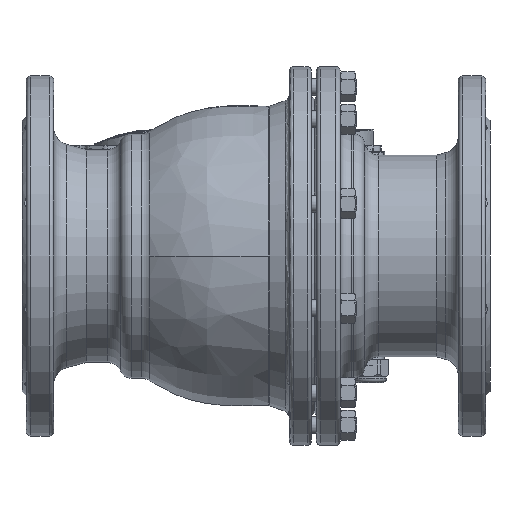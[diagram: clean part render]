
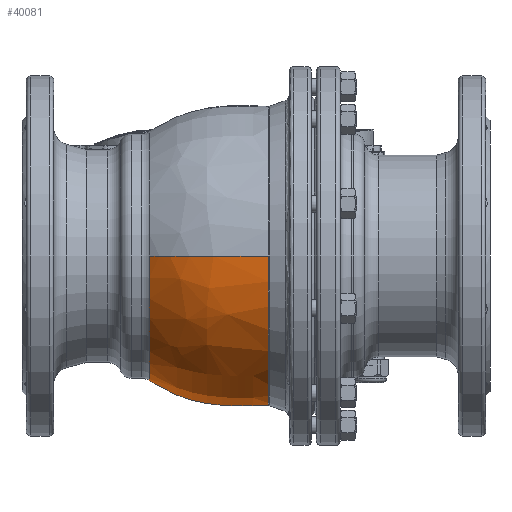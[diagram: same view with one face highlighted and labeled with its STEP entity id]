
A CAD part, front view. The second image highlights one B-rep face of the part: STEP entity #40081.
In plain terms, the highlighted free-form (B-spline) face has degree [3, 3] with [12, 4] control points.
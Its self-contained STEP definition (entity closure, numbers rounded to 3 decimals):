
#147=(
BOUNDED_CURVE()
B_SPLINE_CURVE(3,(#64158,#64159,#64160,#64161),.UNSPECIFIED.,.F.,.F.)
B_SPLINE_CURVE_WITH_KNOTS((4,4),(0.725,1.),
 .PIECEWISE_BEZIER_KNOTS.)
CURVE()
GEOMETRIC_REPRESENTATION_ITEM()
RATIONAL_B_SPLINE_CURVE((1.,1.,1.,1.))
REPRESENTATION_ITEM('')
);
#230=(
BOUNDED_SURFACE()
B_SPLINE_SURFACE(3,3,((#64101,#64102,#64103,#64104),(#64105,#64106,#64107,
#64108),(#64109,#64110,#64111,#64112),(#64113,#64114,#64115,#64116),(#64117,
#64118,#64119,#64120),(#64121,#64122,#64123,#64124),(#64125,#64126,#64127,
#64128),(#64129,#64130,#64131,#64132),(#64133,#64134,#64135,#64136),(#64137,
#64138,#64139,#64140),(#64141,#64142,#64143,#64144),(#64145,#64146,#64147,
#64148)),.SURF_OF_REVOLUTION.,.F.,.F.,.F.)
B_SPLINE_SURFACE_WITH_KNOTS((4,1,1,1,1,1,1,1,1,4),(4,4),(0.004,
0.128,0.191,0.253,0.315,
0.377,0.502,0.626,0.751,
1.),(0.,1.),.UNSPECIFIED.)
GEOMETRIC_REPRESENTATION_ITEM()
RATIONAL_B_SPLINE_SURFACE(((1.,0.333,0.333,1.),
(1.,0.333,0.333,1.),(1.,0.333,0.333,
1.),(1.,0.333,0.333,1.),(1.,0.333,0.333,
1.),(1.,0.333,0.333,1.),(1.,0.333,0.333,
1.),(1.,0.333,0.333,1.),(1.,0.333,0.333,
1.),(1.,0.333,0.333,1.),(1.,0.333,0.333,
1.),(1.,0.333,0.333,1.)))
REPRESENTATION_ITEM('')
SURFACE()
);
#737=B_SPLINE_CURVE_WITH_KNOTS('',3,(#64149,#64150,#64151,#64152,#64153,
#64154),.UNSPECIFIED.,.F.,.F.,(4,1,1,4),(0.004,0.232,
0.296,1.),.UNSPECIFIED.);
#738=B_SPLINE_CURVE_WITH_KNOTS('',3,(#64163,#64164,#64165,#64166,#64167,
#64168,#64169,#64170,#64171,#64172,#64173,#64174,#64175,#64176,#64177,#64178,
#64179,#64180,#64181,#64182,#64183,#64184,#64185,#64186,#64187,#64188,#64189,
#64190),.UNSPECIFIED.,.F.,.F.,(4,1,1,1,1,1,1,1,1,1,1,1,1,1,1,1,1,1,1,1,
1,1,1,1,1,4),(0.,0.063,0.125,0.188,0.25,0.313,0.375,0.438,0.469,0.5,
0.563,0.625,0.656,0.688,0.703,0.719,0.734,0.75,0.766,0.781,
0.813,0.844,0.875,0.906,0.938,1.),.UNSPECIFIED.);
#9710=ORIENTED_EDGE('',*,*,#21731,.T.);
#9711=ORIENTED_EDGE('',*,*,#21732,.T.);
#9712=ORIENTED_EDGE('',*,*,#21733,.F.);
#9713=ORIENTED_EDGE('',*,*,#21734,.F.);
#9714=ORIENTED_EDGE('',*,*,#21735,.T.);
#21731=EDGE_CURVE('',#27740,#27743,#31719,.T.);
#21732=EDGE_CURVE('',#27743,#27744,#737,.T.);
#21733=EDGE_CURVE('',#27745,#27744,#31720,.T.);
#21734=EDGE_CURVE('',#27746,#27745,#147,.T.);
#21735=EDGE_CURVE('',#27746,#27740,#738,.T.);
#27740=VERTEX_POINT('',#64093);
#27743=VERTEX_POINT('',#64099);
#27744=VERTEX_POINT('',#64155);
#27745=VERTEX_POINT('',#64157);
#27746=VERTEX_POINT('',#64162);
#31719=CIRCLE('',#43204,104.002);
#31720=CIRCLE('',#43205,86.667);
#33849=EDGE_LOOP('',(#9710,#9711,#9712,#9713,#9714));
#36896=FACE_BOUND('',#33849,.T.);
#40081=ADVANCED_FACE('',(#36896),#230,.F.);
#43204=AXIS2_PLACEMENT_3D('',#64100,#47718,#47719);
#43205=AXIS2_PLACEMENT_3D('',#64156,#47720,#47721);
#47718=DIRECTION('',(-1.,0.,0.));
#47719=DIRECTION('',(0.,-1.,0.));
#47720=DIRECTION('',(-1.,0.,0.));
#47721=DIRECTION('',(0.,-1.,0.));
#64093=CARTESIAN_POINT('',(18.168,96.304,-39.268));
#64099=CARTESIAN_POINT('',(18.168,-104.002,0.));
#64100=CARTESIAN_POINT('',(18.168,0.,0.));
#64101=CARTESIAN_POINT('',(18.168,104.002,0.));
#64102=CARTESIAN_POINT('',(18.168,104.002,-208.004));
#64103=CARTESIAN_POINT('',(18.168,-104.002,-208.004));
#64104=CARTESIAN_POINT('',(18.168,-104.002,0.));
#64105=CARTESIAN_POINT('',(14.591,104.024,0.));
#64106=CARTESIAN_POINT('',(14.591,104.024,-208.048));
#64107=CARTESIAN_POINT('',(14.591,-104.024,-208.048));
#64108=CARTESIAN_POINT('',(14.591,-104.024,0.));
#64109=CARTESIAN_POINT('',(9.225,104.008,0.));
#64110=CARTESIAN_POINT('',(9.225,104.008,-208.016));
#64111=CARTESIAN_POINT('',(9.225,-104.008,-208.016));
#64112=CARTESIAN_POINT('',(9.225,-104.008,0.));
#64113=CARTESIAN_POINT('',(2.069,103.984,0.));
#64114=CARTESIAN_POINT('',(2.069,103.984,-207.967));
#64115=CARTESIAN_POINT('',(2.069,-103.984,-207.967));
#64116=CARTESIAN_POINT('',(2.069,-103.984,0.));
#64117=CARTESIAN_POINT('',(-3.297,104.016,0.));
#64118=CARTESIAN_POINT('',(-3.297,104.016,-208.031));
#64119=CARTESIAN_POINT('',(-3.297,-104.016,-208.031));
#64120=CARTESIAN_POINT('',(-3.297,-104.016,0.));
#64121=CARTESIAN_POINT('',(-8.664,104.011,0.));
#64122=CARTESIAN_POINT('',(-8.664,104.011,-208.021));
#64123=CARTESIAN_POINT('',(-8.664,-104.011,-208.021));
#64124=CARTESIAN_POINT('',(-8.664,-104.011,0.));
#64125=CARTESIAN_POINT('',(-15.828,103.639,0.));
#64126=CARTESIAN_POINT('',(-15.828,103.639,-207.279));
#64127=CARTESIAN_POINT('',(-15.828,-103.639,-207.279));
#64128=CARTESIAN_POINT('',(-15.828,-103.639,0.));
#64129=CARTESIAN_POINT('',(-24.751,102.568,0.));
#64130=CARTESIAN_POINT('',(-24.751,102.568,-205.137));
#64131=CARTESIAN_POINT('',(-24.751,-102.568,-205.137));
#64132=CARTESIAN_POINT('',(-24.751,-102.568,0.));
#64133=CARTESIAN_POINT('',(-35.285,100.254,0.));
#64134=CARTESIAN_POINT('',(-35.285,100.254,-200.508));
#64135=CARTESIAN_POINT('',(-35.285,-100.254,-200.508));
#64136=CARTESIAN_POINT('',(-35.285,-100.254,0.));
#64137=CARTESIAN_POINT('',(-48.933,95.763,0.));
#64138=CARTESIAN_POINT('',(-48.933,95.763,-191.526));
#64139=CARTESIAN_POINT('',(-48.933,-95.763,-191.526));
#64140=CARTESIAN_POINT('',(-48.933,-95.763,0.));
#64141=CARTESIAN_POINT('',(-58.535,90.765,0.));
#64142=CARTESIAN_POINT('',(-58.535,90.765,-181.529));
#64143=CARTESIAN_POINT('',(-58.535,-90.765,-181.529));
#64144=CARTESIAN_POINT('',(-58.535,-90.765,0.));
#64145=CARTESIAN_POINT('',(-64.488,86.667,0.));
#64146=CARTESIAN_POINT('',(-64.488,86.667,-173.333));
#64147=CARTESIAN_POINT('',(-64.488,-86.667,-173.333));
#64148=CARTESIAN_POINT('',(-64.488,-86.667,0.));
#64149=CARTESIAN_POINT('',(18.168,-104.002,0.));
#64150=CARTESIAN_POINT('',(11.615,-104.042,0.));
#64151=CARTESIAN_POINT('',(3.222,-103.948,0.));
#64152=CARTESIAN_POINT('',(-25.389,-104.212,0.));
#64153=CARTESIAN_POINT('',(-47.656,-98.254,0.));
#64154=CARTESIAN_POINT('',(-64.488,-86.667,0.));
#64155=CARTESIAN_POINT('',(-64.488,-86.667,0.));
#64156=CARTESIAN_POINT('',(-64.488,0.,0.));
#64157=CARTESIAN_POINT('',(-64.488,86.667,0.));
#64158=CARTESIAN_POINT('',(-43.361,97.493,0.));
#64159=CARTESIAN_POINT('',(-50.8,94.78,0.));
#64160=CARTESIAN_POINT('',(-57.917,91.19,0.));
#64161=CARTESIAN_POINT('',(-64.488,86.667,0.));
#64162=CARTESIAN_POINT('',(-43.361,97.493,0.));
#64163=CARTESIAN_POINT('',(-43.361,97.493,0.));
#64164=CARTESIAN_POINT('',(-43.361,97.493,-1.732));
#64165=CARTESIAN_POINT('',(-43.154,97.478,-5.164));
#64166=CARTESIAN_POINT('',(-42.196,97.41,-10.335));
#64167=CARTESIAN_POINT('',(-40.642,97.298,-15.25));
#64168=CARTESIAN_POINT('',(-38.485,97.145,-19.984));
#64169=CARTESIAN_POINT('',(-35.738,96.951,-24.44));
#64170=CARTESIAN_POINT('',(-32.522,96.726,-28.461));
#64171=CARTESIAN_POINT('',(-29.38,96.512,-31.522));
#64172=CARTESIAN_POINT('',(-26.694,96.333,-33.693));
#64173=CARTESIAN_POINT('',(-23.841,96.146,-35.72));
#64174=CARTESIAN_POINT('',(-20.114,95.91,-37.887));
#64175=CARTESIAN_POINT('',(-16.036,95.667,-39.629));
#64176=CARTESIAN_POINT('',(-12.727,95.48,-40.696));
#64177=CARTESIAN_POINT('',(-10.603,95.365,-41.242));
#64178=CARTESIAN_POINT('',(-8.89,95.275,-41.6));
#64179=CARTESIAN_POINT('',(-7.616,95.21,-41.828));
#64180=CARTESIAN_POINT('',(-6.25,95.142,-42.027));
#64181=CARTESIAN_POINT('',(-4.97,95.083,-42.171));
#64182=CARTESIAN_POINT('',(-3.506,95.027,-42.288));
#64183=CARTESIAN_POINT('',(-1.576,94.972,-42.382));
#64184=CARTESIAN_POINT('',(1.017,94.953,-42.403));
#64185=CARTESIAN_POINT('',(3.965,95.013,-42.272));
#64186=CARTESIAN_POINT('',(6.942,95.15,-41.983));
#64187=CARTESIAN_POINT('',(9.823,95.353,-41.543));
#64188=CARTESIAN_POINT('',(13.652,95.709,-40.74));
#64189=CARTESIAN_POINT('',(16.379,96.05,-39.921));
#64190=CARTESIAN_POINT('',(18.168,96.304,-39.268));
